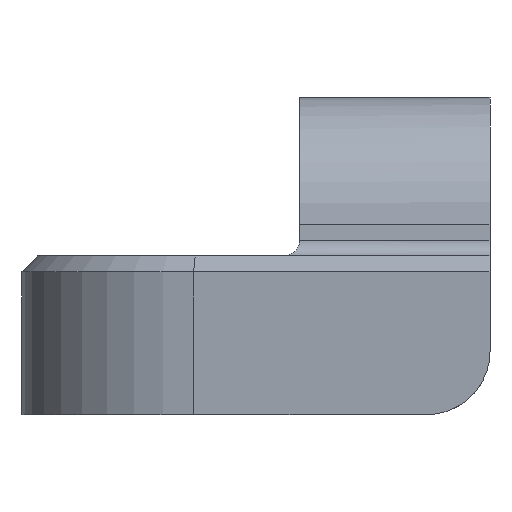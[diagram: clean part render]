
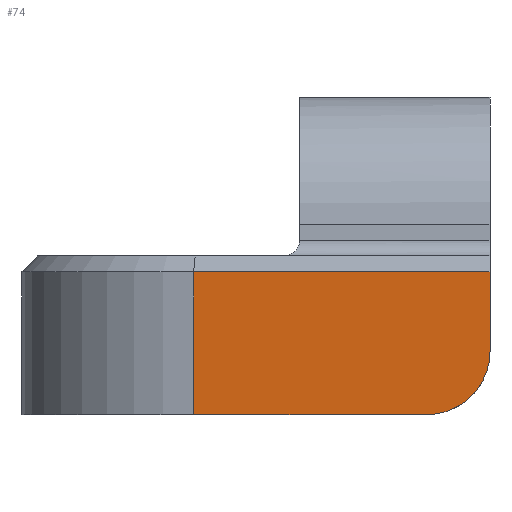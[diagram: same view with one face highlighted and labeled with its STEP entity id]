
A CAD part, front view. The second image highlights one B-rep face of the part: STEP entity #74.
In plain terms, the highlighted planar face has unit normal (-0.099, -0.995, 0).
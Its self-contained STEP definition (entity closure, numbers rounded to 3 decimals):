
#74 = ADVANCED_FACE ( 'NONE', ( #847 ), #2402, .T. ) ;
#159 = ORIENTED_EDGE ( 'NONE', *, *, #1399, .T. ) ;
#195 = EDGE_CURVE ( 'NONE', #4325, #567, #4278, .T. ) ;
#546 = EDGE_CURVE ( 'NONE', #4718, #567, #2048, .T. ) ;
#567 = VERTEX_POINT ( 'NONE', #1911 ) ;
#611 = CARTESIAN_POINT ( 'NONE',  ( 29.881, -1.02, 9. ) ) ;
#652 = VECTOR ( 'NONE', #3985, 1000. ) ;
#847 = FACE_OUTER_BOUND ( 'NONE', #2671, .T. ) ;
#993 = VECTOR ( 'NONE', #3672, 1000. ) ;
#1116 = EDGE_CURVE ( 'NONE', #4325, #3001, #1623, .T. ) ;
#1122 = EDGE_CURVE ( 'NONE', #4718, #4166, #3598, .T. ) ;
#1194 = CARTESIAN_POINT ( 'NONE',  ( 29.881, -1.02, 1.657 ) ) ;
#1399 = EDGE_CURVE ( 'NONE', #3001, #4166, #2906, .T. ) ;
#1623 = LINE ( 'NONE', #2417, #652 ) ;
#1866 = VECTOR ( 'NONE', #3322, 1000. ) ;
#1906 = DIRECTION ( 'NONE',  ( -0.098, -0.995, 0. ) ) ;
#1911 = CARTESIAN_POINT ( 'NONE',  ( 29.881, -1.02, 4. ) ) ;
#2007 = DIRECTION ( 'NONE',  ( 0.995, -0.098, 0. ) ) ;
#2048 =( BOUNDED_CURVE ( )  B_SPLINE_CURVE ( 3, ( #2799, #4715, #1194, #4319 ),
 .UNSPECIFIED., .F., .T. ) 
 B_SPLINE_CURVE_WITH_KNOTS ( ( 4, 4 ),
 ( 1.571, 3.142 ),
 .UNSPECIFIED. ) 
 CURVE ( )  GEOMETRIC_REPRESENTATION_ITEM ( )  RATIONAL_B_SPLINE_CURVE ( ( 1., 0.805, 0.805, 1. ) ) 
 REPRESENTATION_ITEM ( '' )  );
#2402 = PLANE ( 'NONE',  #2608 ) ;
#2417 = CARTESIAN_POINT ( 'NONE',  ( 11.199, 0.829, 9. ) ) ;
#2608 = AXIS2_PLACEMENT_3D ( 'NONE', #3967, #1906, #2007 ) ;
#2671 = EDGE_LOOP ( 'NONE', ( #2698, #3853, #159, #2729, #4502 ) ) ;
#2698 = ORIENTED_EDGE ( 'NONE', *, *, #195, .F. ) ;
#2729 = ORIENTED_EDGE ( 'NONE', *, *, #1122, .F. ) ;
#2799 = CARTESIAN_POINT ( 'NONE',  ( 25.881, -0.624, 0. ) ) ;
#2906 = LINE ( 'NONE', #4823, #993 ) ;
#3001 = VERTEX_POINT ( 'NONE', #3221 ) ;
#3221 = CARTESIAN_POINT ( 'NONE',  ( 11.199, 0.829, 9. ) ) ;
#3322 = DIRECTION ( 'NONE',  ( 0., 0., -1. ) ) ;
#3545 = CARTESIAN_POINT ( 'NONE',  ( 0.19, 1.919, 0. ) ) ;
#3598 = LINE ( 'NONE', #3545, #4852 ) ;
#3672 = DIRECTION ( 'NONE',  ( 0., 0., -1. ) ) ;
#3847 = CARTESIAN_POINT ( 'NONE',  ( 25.881, -0.624, 0. ) ) ;
#3853 = ORIENTED_EDGE ( 'NONE', *, *, #1116, .T. ) ;
#3967 = CARTESIAN_POINT ( 'NONE',  ( 0.19, 1.919, 20. ) ) ;
#3985 = DIRECTION ( 'NONE',  ( -0.995, 0.098, 0. ) ) ;
#4166 = VERTEX_POINT ( 'NONE', #4794 ) ;
#4278 = LINE ( 'NONE', #4539, #1866 ) ;
#4319 = CARTESIAN_POINT ( 'NONE',  ( 29.881, -1.02, 4. ) ) ;
#4325 = VERTEX_POINT ( 'NONE', #611 ) ;
#4502 = ORIENTED_EDGE ( 'NONE', *, *, #546, .T. ) ;
#4539 = CARTESIAN_POINT ( 'NONE',  ( 29.881, -1.02, 20. ) ) ;
#4694 = DIRECTION ( 'NONE',  ( -0.995, 0.098, 0. ) ) ;
#4715 = CARTESIAN_POINT ( 'NONE',  ( 28.224, -0.856, 0. ) ) ;
#4718 = VERTEX_POINT ( 'NONE', #3847 ) ;
#4794 = CARTESIAN_POINT ( 'NONE',  ( 11.199, 0.829, 0. ) ) ;
#4823 = CARTESIAN_POINT ( 'NONE',  ( 11.199, 0.829, 20. ) ) ;
#4852 = VECTOR ( 'NONE', #4694, 1000. ) ;
